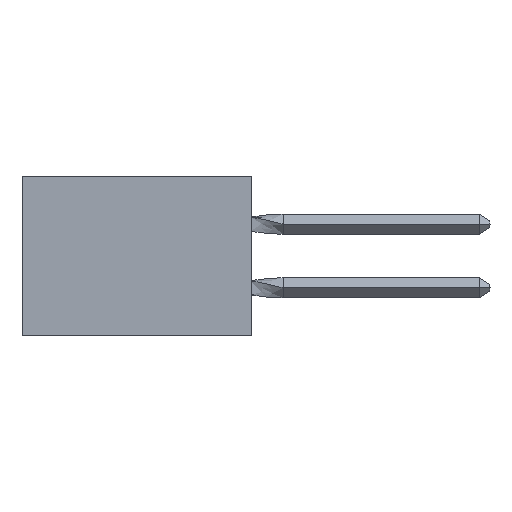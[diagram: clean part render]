
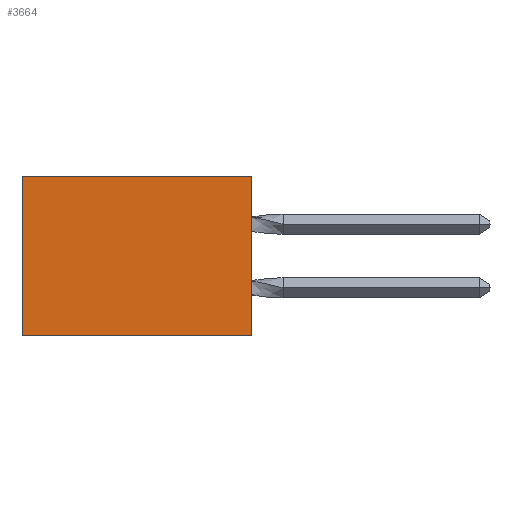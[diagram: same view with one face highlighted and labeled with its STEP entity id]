
A CAD part, left-side view. The second image highlights one B-rep face of the part: STEP entity #3664.
In plain terms, the highlighted planar face has unit normal (-1, 0, 0).
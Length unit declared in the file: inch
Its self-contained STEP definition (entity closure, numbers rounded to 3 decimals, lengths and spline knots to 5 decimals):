
#282 = CARTESIAN_POINT ( 'NONE',  ( 0.305, 0., -0.5 ) ) ;
#766 = AXIS2_PLACEMENT_3D ( 'NONE', #2712, #12506, #6618 ) ;
#2188 = DIRECTION ( 'NONE',  ( 0., 0., -1. ) ) ;
#2683 = LINE ( 'NONE', #12845, #23767 ) ;
#2712 = CARTESIAN_POINT ( 'NONE',  ( 0.305, 0., -0.5 ) ) ;
#3323 = DIRECTION ( 'NONE',  ( 0., 1., 0. ) ) ;
#3568 = ORIENTED_EDGE ( 'NONE', *, *, #9810, .T. ) ;
#3664 = ADVANCED_FACE ( 'NONE', ( #22305 ), #8816, .F. ) ;
#3860 = ORIENTED_EDGE ( 'NONE', *, *, #21744, .F. ) ;
#4181 = ORIENTED_EDGE ( 'NONE', *, *, #9968, .F. ) ;
#4506 = CARTESIAN_POINT ( 'NONE',  ( 0.305, 0., -0.5 ) ) ;
#6106 = ORIENTED_EDGE ( 'NONE', *, *, #15631, .T. ) ;
#6618 = DIRECTION ( 'NONE',  ( 0., 0., -1. ) ) ;
#6674 = CARTESIAN_POINT ( 'NONE',  ( 0.305, 0., -0.5 ) ) ;
#8333 = CARTESIAN_POINT ( 'NONE',  ( 0.305, 0., 0. ) ) ;
#8816 = PLANE ( 'NONE',  #766 ) ;
#9810 = EDGE_CURVE ( 'NONE', #20628, #14266, #14487, .T. ) ;
#9968 = EDGE_CURVE ( 'NONE', #22357, #14266, #22161, .T. ) ;
#10359 = DIRECTION ( 'NONE',  ( 0., 1., 0. ) ) ;
#11718 = CARTESIAN_POINT ( 'NONE',  ( 0.305, 0.72, -0.5 ) ) ;
#11866 = DIRECTION ( 'NONE',  ( 0., 0., -1. ) ) ;
#12506 = DIRECTION ( 'NONE',  ( 1., 0., 0. ) ) ;
#12845 = CARTESIAN_POINT ( 'NONE',  ( 0.305, 0., 0. ) ) ;
#12965 = VECTOR ( 'NONE', #2188, 39.37008 ) ;
#14161 = VECTOR ( 'NONE', #10359, 39.37008 ) ;
#14266 = VERTEX_POINT ( 'NONE', #19654 ) ;
#14487 = LINE ( 'NONE', #11718, #12965 ) ;
#15631 = EDGE_CURVE ( 'NONE', #18209, #20628, #2683, .T. ) ;
#16748 = VECTOR ( 'NONE', #11866, 39.37008 ) ;
#18209 = VERTEX_POINT ( 'NONE', #8333 ) ;
#19654 = CARTESIAN_POINT ( 'NONE',  ( 0.305, 0.72, -0.5 ) ) ;
#20628 = VERTEX_POINT ( 'NONE', #22917 ) ;
#21744 = EDGE_CURVE ( 'NONE', #18209, #22357, #22587, .T. ) ;
#22161 = LINE ( 'NONE', #4506, #14161 ) ;
#22305 = FACE_OUTER_BOUND ( 'NONE', #23574, .T. ) ;
#22357 = VERTEX_POINT ( 'NONE', #6674 ) ;
#22587 = LINE ( 'NONE', #282, #16748 ) ;
#22917 = CARTESIAN_POINT ( 'NONE',  ( 0.305, 0.72, 0. ) ) ;
#23574 = EDGE_LOOP ( 'NONE', ( #3568, #4181, #3860, #6106 ) ) ;
#23767 = VECTOR ( 'NONE', #3323, 39.37008 ) ;
